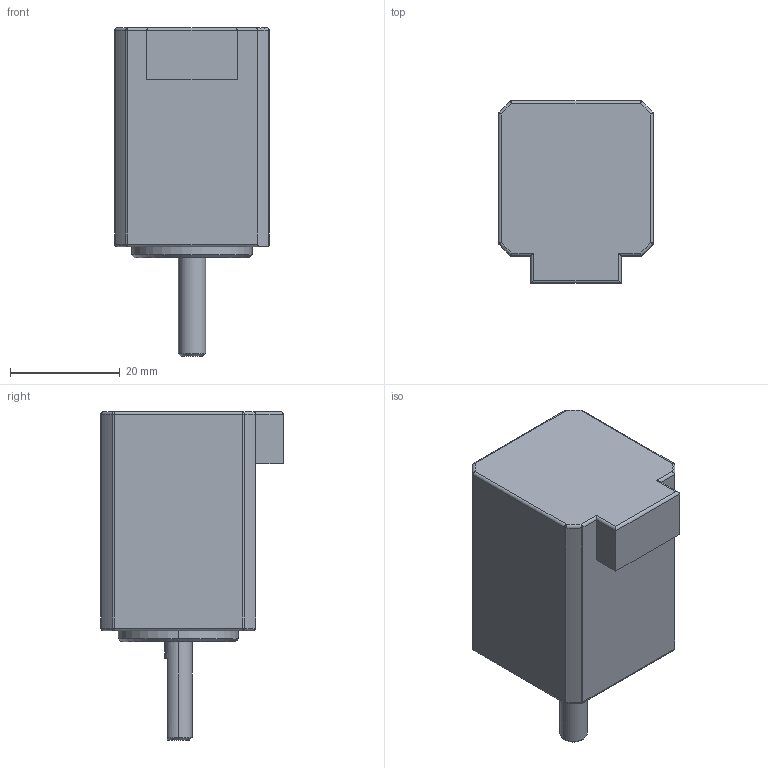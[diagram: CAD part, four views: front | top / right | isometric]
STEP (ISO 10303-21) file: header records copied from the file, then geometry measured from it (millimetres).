
FILE_DESCRIPTION (( 'STEP AP214' ), '1' );
FILE_NAME ('AM11HS3007-02.STEP', '2014-02-27T11:11:21', ( 'jrww' ), ( 'jrww' ), 'SwSTEP 2.0', 'SolidWorks 2011', '' );
FILE_SCHEMA (( 'AUTOMOTIVE_DESIGN' ));
Length unit declared in the file: millimetre
Products named in the file (1): AM11HS3007-02
Bounding box: 28.3 x 33.3 x 60 mm (x, y, z)
Volume: 33005.3 mm3; surface area: 6868.6 mm2
Topology: 1 solids, 1 shells, 82 faces, 179 edges, 99 vertices
Faces by surface type: cylinder 35, plane 22, sphere 13, torus 7, cone 5
Entity records: 2225 total; most frequent: DIRECTION 414, CARTESIAN_POINT 401, ORIENTED_EDGE 346, EDGE_CURVE 173, AXIS2_PLACEMENT_3D 168, VERTEX_POINT 99, EDGE_LOOP 88, CIRCLE 85
